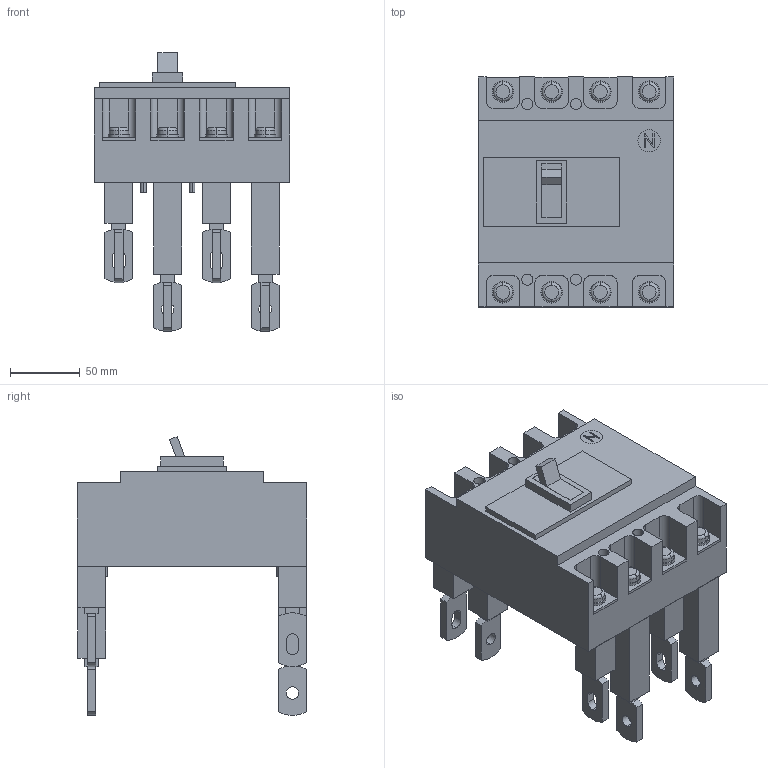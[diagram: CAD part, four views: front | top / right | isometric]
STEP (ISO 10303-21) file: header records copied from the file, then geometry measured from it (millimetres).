
FILE_DESCRIPTION(('CoCreate Modeling STEP Export'),'2;1');
FILE_NAME('Ｓ２５０ＳＦ４Ｒ.stp','2016-03-31T11:54:55',(''),(''),'CoCreate Modeling STEP processor for AP214 (Solid Model)','CoCreate Modeling 17.0 01-Apr-2010 (C) Parametric Technology GmbH','');
FILE_SCHEMA(('AUTOMOTIVE_DESIGN { 1 0 10303 214 1 1 1 1 }'));
Length unit declared in the file: millimetre
Products named in the file (9): p5.2; p5.3; p5.1; p5; p4.2; p1; p2.3; p3.1; Ｓ２５０ＳＦ４Ｒ
Assembly tree (21 placements, depth 2):
  Ｓ２５０ＳＦ４Ｒ
    p4.2  x8
    p3.1  x4
    p2.3  x4
    p1
    p5
    p5.1
    p5.3
    p5.2
Bounding box: 140 x 165 x 200.13 mm (x, y, z)
Volume: 1598210.6 mm3; surface area: 175060.5 mm2
Topology: 21 solids, 21 shells, 543 faces, 1308 edges, 860 vertices
Faces by surface type: plane 293, cylinder 234, torus 16
Entity records: 12273 total; most frequent: ORIENTED_EDGE 2020, CARTESIAN_POINT 1847, DIRECTION 1712, EDGE_CURVE 1010, VERTEX_POINT 666, VECTOR 650, LINE 650, AXIS2_PLACEMENT_3D 531
